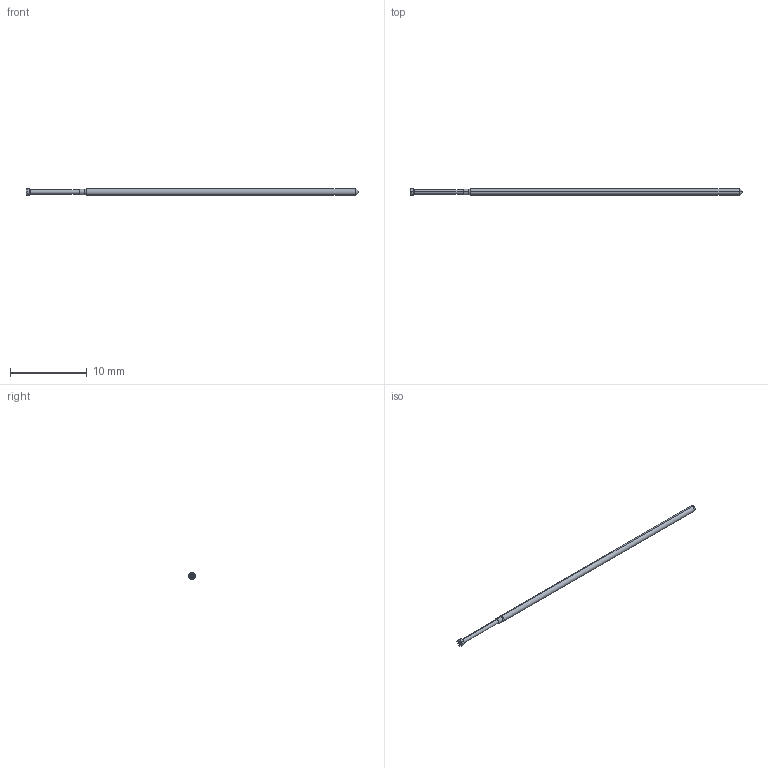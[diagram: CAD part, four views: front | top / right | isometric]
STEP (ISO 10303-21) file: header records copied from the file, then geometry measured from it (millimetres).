
FILE_DESCRIPTION (( 'STEP AP214' ), '1' );
FILE_NAME ('050-PRP2526_-_.STEP', '2016-03-22T15:19:16', ( 'u2' ), ( '' ), 'SwSTEP 2.0', 'SolidWorks 2016', '' );
FILE_SCHEMA (( 'AUTOMOTIVE_DESIGN' ));
Length unit declared in the file: inch
Products named in the file (1): 050-PRP2526_-_
Bounding box: 43.18 x 0.89 x 0.89 mm (x, y, z)
Volume: 19 mm3; surface area: 102.4 mm2
Topology: 1 solids, 1 shells, 56 faces, 142 edges, 89 vertices
Faces by surface type: cone 24, cylinder 18, plane 12, torus 2
Entity records: 2528 total; most frequent: CARTESIAN_POINT 534, ORIENTED_EDGE 284, DIRECTION 222, EDGE_CURVE 142, AXIS2_PLACEMENT_3D 105, VERTEX_POINT 89, B_SPLINE_CURVE_WITH_KNOTS 82, LENGTH_MEASURE_WITH_UNIT 59
